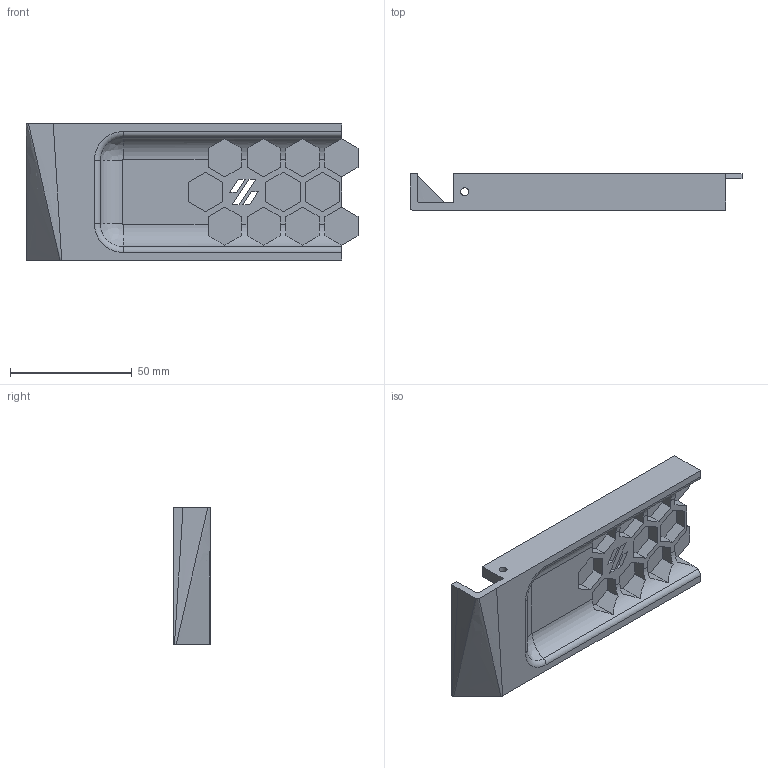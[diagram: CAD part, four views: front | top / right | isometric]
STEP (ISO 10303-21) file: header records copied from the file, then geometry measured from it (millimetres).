
FILE_DESCRIPTION(/* description */ ('','CAx-IF Rec.Pracs.---Representation and Presentation of Product Manufacturing Information (PMI)---4.0---2014-10-13'),/* implementation_level */ '2;1');
FILE_NAME(/* name */ '180DoomCorner_151530_x4.step',/* time_stamp */ '2025-05-11T22:55:01-07:00',/* author */ (''),/* organization */ (''),/* preprocessor_version */ 'ST-DEVELOPER v20',/* originating_system */ 'Autodesk Translation Framework v13.20.0.188',/* authorisation */ '');
FILE_SCHEMA (('AP242_MANAGED_MODEL_BASED_3D_ENGINEERING_MIM_LF { 1 0 10303 442 1 1 4 }'));
Length unit declared in the file: millimetre
Products named in the file (1): 180DoomCorner_AA_x4(Mirror)
Bounding box: 136.62 x 15 x 56 mm (x, y, z)
Volume: 47505.2 mm3; surface area: 26238 mm2
Topology: 12 solids, 12 shells, 204 faces, 542 edges, 360 vertices
Faces by surface type: plane 181, cylinder 11, bspline 8, torus 2, cone 2
Full cylindrical faces by diameter (mm): 3.3 x1, 4.7 x4
Entity records: 6476 total; most frequent: CARTESIAN_POINT 1261, ORIENTED_EDGE 1084, DIRECTION 1002, EDGE_CURVE 542, LINE 476, VECTOR 476, VERTEX_POINT 360, AXIS2_PLACEMENT_3D 263
